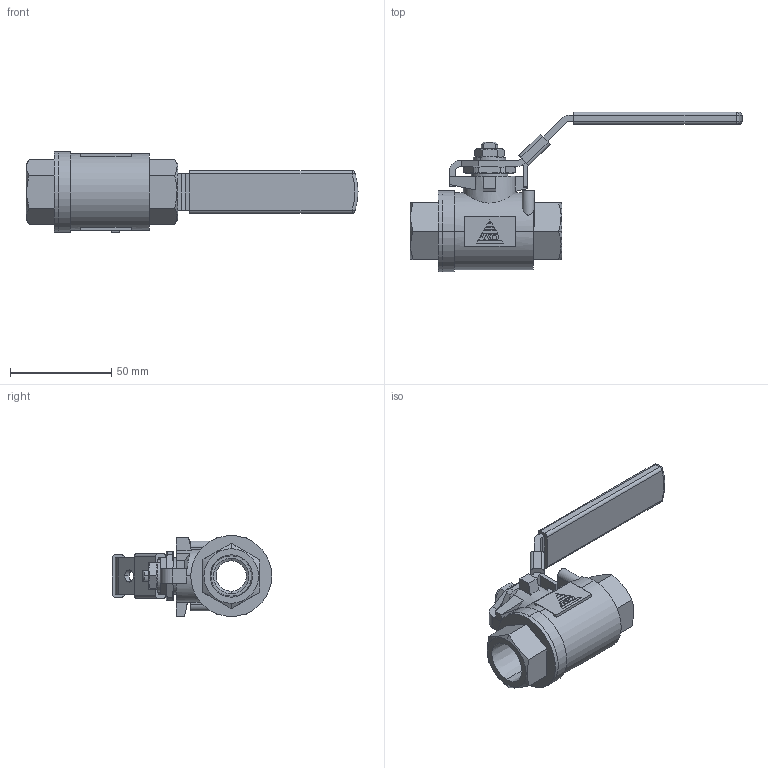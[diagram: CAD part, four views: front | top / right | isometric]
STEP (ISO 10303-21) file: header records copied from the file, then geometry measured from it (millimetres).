
FILE_DESCRIPTION (( 'STEP AP203' ), '1' );
FILE_NAME ('V-109-PN63_DN15.STEP', '2019-10-30T08:16:50', ( '' ), ( '' ), 'SwSTEP 2.0', 'SolidWorks 2012', '' );
FILE_SCHEMA (( 'CONFIG_CONTROL_DESIGN' ));
Length unit declared in the file: millimetre
Products named in the file (5): V-109-PN63_DN15; JIS B 1181 Hexagon thin nut - double chamfered A M8 --N_JIS B 1181 Hexagon thin nut - double chamfered A M8 --N; Washer ISO 7089 - 8_Washer ISO 7089 - 8; V-109-HANDLE_123L; V-109-DN15-BODY
Assembly tree (4 placements, depth 2):
  V-109-PN63_DN15
    V-109-DN15-BODY
    V-109-HANDLE_123L
    Washer ISO 7089 - 8_Washer ISO 7089 - 8
    JIS B 1181 Hexagon thin nut - double chamfered A M8 --N_JIS B 1181 Hexagon thin nut - double chamfered A M8 --N
Bounding box: 164.15 x 78.8 x 40 mm (x, y, z)
Volume: 79839.8 mm3; surface area: 28602.1 mm2
Topology: 5 solids, 5 shells, 370 faces, 947 edges, 607 vertices
Faces by surface type: plane 264, cylinder 63, cone 37, sphere 4, torus 2
Entity records: 11968 total; most frequent: CARTESIAN_POINT 2471, ORIENTED_EDGE 1882, DIRECTION 1808, EDGE_CURVE 941, LINE 696, VECTOR 696, VERTEX_POINT 607, AXIS2_PLACEMENT_3D 556
